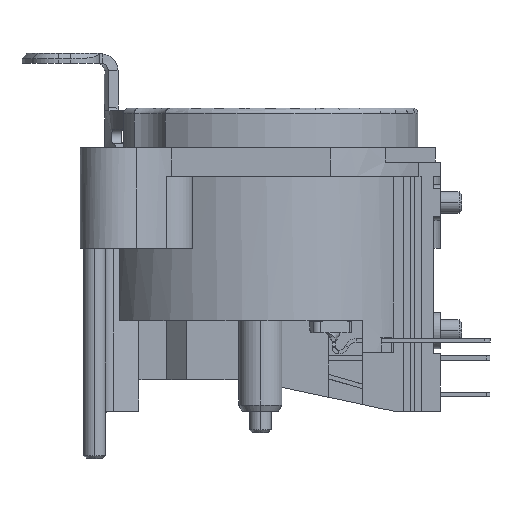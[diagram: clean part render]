
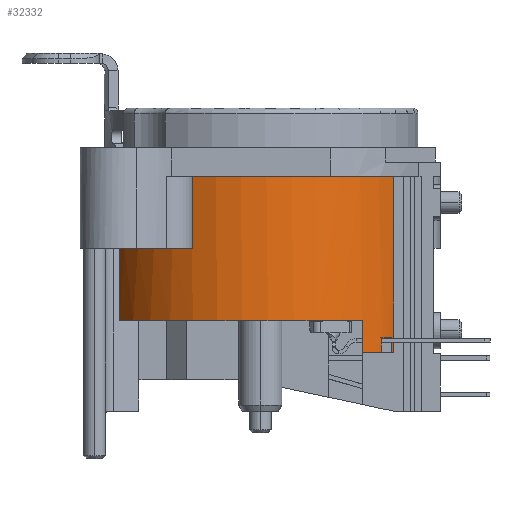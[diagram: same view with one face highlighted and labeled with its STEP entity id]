
A CAD part, left-side view. The second image highlights one B-rep face of the part: STEP entity #32332.
In plain terms, the highlighted cylindrical face has radius 11 mm (diameter 22 mm), a partial arc.
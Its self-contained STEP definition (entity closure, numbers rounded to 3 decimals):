
#5913=CARTESIAN_POINT('',(0.,0.,-12.));
#5914=DIRECTION('',(0.,0.,-1.));
#5915=DIRECTION('',(-0.764,-0.645,0.));
#5916=AXIS2_PLACEMENT_3D('',#5913,#5914,#5915);
#6788=DIRECTION('',(0.,0.,1.));
#6789=VECTOR('',#6788,12.2);
#6790=CARTESIAN_POINT('',(-5.9,-9.284,-14.2));
#6791=LINE('',#6790,#6789);
#6860=DIRECTION('',(0.,0.,1.));
#6861=VECTOR('',#6860,10.);
#6862=CARTESIAN_POINT('',(-5.059,9.768,-12.));
#6863=LINE('',#6862,#6861);
#6864=DIRECTION('',(0.,0.,-1.));
#6865=VECTOR('',#6864,5.);
#6866=CARTESIAN_POINT('',(-9.933,4.727,-2.));
#6867=LINE('',#6866,#6865);
#6868=DIRECTION('',(0.,0.,-1.));
#6869=VECTOR('',#6868,0.25);
#6870=CARTESIAN_POINT('',(-6.2,-9.086,-13.25));
#6871=LINE('',#6870,#6869);
#6937=CARTESIAN_POINT('',(0.,0.,-7.));
#6938=DIRECTION('',(0.,0.,-1.));
#6939=DIRECTION('',(-0.903,0.43,0.));
#6940=AXIS2_PLACEMENT_3D('',#6937,#6938,#6939);
#7057=CARTESIAN_POINT('',(0.,0.,-2.));
#7058=DIRECTION('',(0.,0.,1.));
#7059=DIRECTION('',(-0.46,0.888,0.));
#7060=AXIS2_PLACEMENT_3D('',#7057,#7058,#7059);
#7103=CARTESIAN_POINT('',(0.,0.,-2.));
#7104=DIRECTION('',(0.,0.,-1.));
#7105=DIRECTION('',(-0.536,-0.844,0.));
#7106=AXIS2_PLACEMENT_3D('',#7103,#7104,#7105);
#15736=DIRECTION('',(0.,0.,1.));
#15737=VECTOR('',#15736,5.);
#15738=CARTESIAN_POINT('',(-5.656,9.435,-7.));
#15739=LINE('',#15738,#15737);
#15822=DIRECTION('',(0.,0.,-1.));
#15823=VECTOR('',#15822,0.05);
#15824=CARTESIAN_POINT('',(-6.2,-9.086,-13.2));
#15825=LINE('',#15824,#15823);
#15830=DIRECTION('',(0.,0.,-1.));
#15831=VECTOR('',#15830,0.7);
#15832=CARTESIAN_POINT('',(-6.2,-9.086,-13.5));
#15833=LINE('',#15832,#15831);
#15854=DIRECTION('',(0.,0.,-1.));
#15855=VECTOR('',#15854,2.2);
#15856=CARTESIAN_POINT('',(-8.402,-7.1,-12.));
#15857=LINE('',#15856,#15855);
#16019=DIRECTION('',(0.,0.,-1.));
#16020=VECTOR('',#16019,1.);
#16021=CARTESIAN_POINT('',(-7.05,-8.444,-13.2));
#16022=LINE('',#16021,#16020);
#16067=CARTESIAN_POINT('',(0.,0.,-13.2));
#16068=DIRECTION('',(0.,0.,-1.));
#16069=DIRECTION('',(-0.564,-0.826,0.));
#16070=AXIS2_PLACEMENT_3D('',#16067,#16068,#16069);
#16228=CARTESIAN_POINT('',(0.,0.,-14.2));
#16229=DIRECTION('',(0.,0.,-1.));
#16230=DIRECTION('',(-0.536,-0.844,0.));
#16231=AXIS2_PLACEMENT_3D('',#16228,#16229,#16230);
#16249=CARTESIAN_POINT('',(0.,0.,-14.2));
#16250=DIRECTION('',(0.,0.,-1.));
#16251=DIRECTION('',(-0.641,-0.768,0.));
#16252=AXIS2_PLACEMENT_3D('',#16249,#16250,#16251);
#18141=CARTESIAN_POINT('',(-9.933,4.727,-2.));
#18143=VERTEX_POINT('',#18141);
#18155=CARTESIAN_POINT('',(-9.933,4.727,-7.));
#18156=VERTEX_POINT('',#18155);
#18159=CARTESIAN_POINT('',(-5.9,-9.284,-2.));
#18160=VERTEX_POINT('',#18159);
#18233=CARTESIAN_POINT('',(-5.059,9.768,-2.));
#18234=CARTESIAN_POINT('',(-5.656,9.435,-2.));
#18235=VERTEX_POINT('',#18233);
#18236=VERTEX_POINT('',#18234);
#18237=CARTESIAN_POINT('',(-5.656,9.435,-7.));
#18239=VERTEX_POINT('',#18237);
#18265=CARTESIAN_POINT('',(-5.059,9.768,-12.));
#18266=VERTEX_POINT('',#18265);
#18458=CARTESIAN_POINT('',(-8.402,-7.1,-12.));
#18459=VERTEX_POINT('',#18458);
#18476=CARTESIAN_POINT('',(-7.05,-8.444,-14.2));
#18477=CARTESIAN_POINT('',(-8.402,-7.1,-14.2));
#18478=VERTEX_POINT('',#18476);
#18479=VERTEX_POINT('',#18477);
#18480=CARTESIAN_POINT('',(-7.05,-8.444,-13.2));
#18481=VERTEX_POINT('',#18480);
#18486=CARTESIAN_POINT('',(-5.9,-9.284,-14.2));
#18487=VERTEX_POINT('',#18486);
#18488=CARTESIAN_POINT('',(-6.2,-9.086,-13.2));
#18489=VERTEX_POINT('',#18488);
#18492=CARTESIAN_POINT('',(-6.2,-9.086,-14.2));
#18493=VERTEX_POINT('',#18492);
#20396=CARTESIAN_POINT('',(-6.2,-9.086,-13.25));
#20397=CARTESIAN_POINT('',(-6.2,-9.086,-13.5));
#20398=VERTEX_POINT('',#20396);
#20399=VERTEX_POINT('',#20397);
#32296=CARTESIAN_POINT('',(0.,0.,-10.8));
#32297=DIRECTION('',(0.,0.,-1.));
#32298=DIRECTION('',(-1.,0.,0.));
#32299=AXIS2_PLACEMENT_3D('',#32296,#32297,#32298);
#32300=CYLINDRICAL_SURFACE('',#32299,11.);
#32302=ORIENTED_EDGE('',*,*,#32301,.F.);
#32304=ORIENTED_EDGE('',*,*,#32303,.T.);
#32306=ORIENTED_EDGE('',*,*,#32305,.T.);
#32308=ORIENTED_EDGE('',*,*,#32307,.T.);
#32310=ORIENTED_EDGE('',*,*,#32309,.F.);
#32311=ORIENTED_EDGE('',*,*,#31081,.T.);
#32313=ORIENTED_EDGE('',*,*,#32312,.T.);
#32315=ORIENTED_EDGE('',*,*,#32314,.T.);
#32317=ORIENTED_EDGE('',*,*,#32316,.F.);
#32319=ORIENTED_EDGE('',*,*,#32318,.F.);
#32321=ORIENTED_EDGE('',*,*,#32320,.F.);
#32323=ORIENTED_EDGE('',*,*,#32322,.F.);
#32324=ORIENTED_EDGE('',*,*,#32166,.F.);
#32326=ORIENTED_EDGE('',*,*,#32325,.T.);
#32328=ORIENTED_EDGE('',*,*,#32327,.F.);
#32329=ORIENTED_EDGE('',*,*,#32236,.F.);
#32330=EDGE_LOOP('',(#32302,#32304,#32306,#32308,#32310,#32311,#32313,#32315,
#32317,#32319,#32321,#32323,#32324,#32326,#32328,#32329));
#32331=FACE_OUTER_BOUND('',#32330,.F.);
#32332=ADVANCED_FACE('',(#32331),#32300,.T.);
#5917=CIRCLE('',#5916,11.);
#6941=CIRCLE('',#6940,11.);
#7061=CIRCLE('',#7060,11.);
#7107=CIRCLE('',#7106,11.);
#16071=CIRCLE('',#16070,11.);
#16232=CIRCLE('',#16231,11.);
#16253=CIRCLE('',#16252,11.);
#31081=EDGE_CURVE('',#18459,#18266,#5917,.T.);
#32166=EDGE_CURVE('',#18487,#18160,#6791,.T.);
#32236=EDGE_CURVE('',#20398,#20399,#6871,.T.);
#32301=EDGE_CURVE('',#18489,#20398,#15825,.T.);
#32303=EDGE_CURVE('',#18489,#18481,#16071,.T.);
#32305=EDGE_CURVE('',#18481,#18478,#16022,.T.);
#32307=EDGE_CURVE('',#18478,#18479,#16253,.T.);
#32309=EDGE_CURVE('',#18459,#18479,#15857,.T.);
#32312=EDGE_CURVE('',#18266,#18235,#6863,.T.);
#32314=EDGE_CURVE('',#18235,#18236,#7061,.T.);
#32316=EDGE_CURVE('',#18239,#18236,#15739,.T.);
#32318=EDGE_CURVE('',#18156,#18239,#6941,.T.);
#32320=EDGE_CURVE('',#18143,#18156,#6867,.T.);
#32322=EDGE_CURVE('',#18160,#18143,#7107,.T.);
#32325=EDGE_CURVE('',#18487,#18493,#16232,.T.);
#32327=EDGE_CURVE('',#20399,#18493,#15833,.T.);
